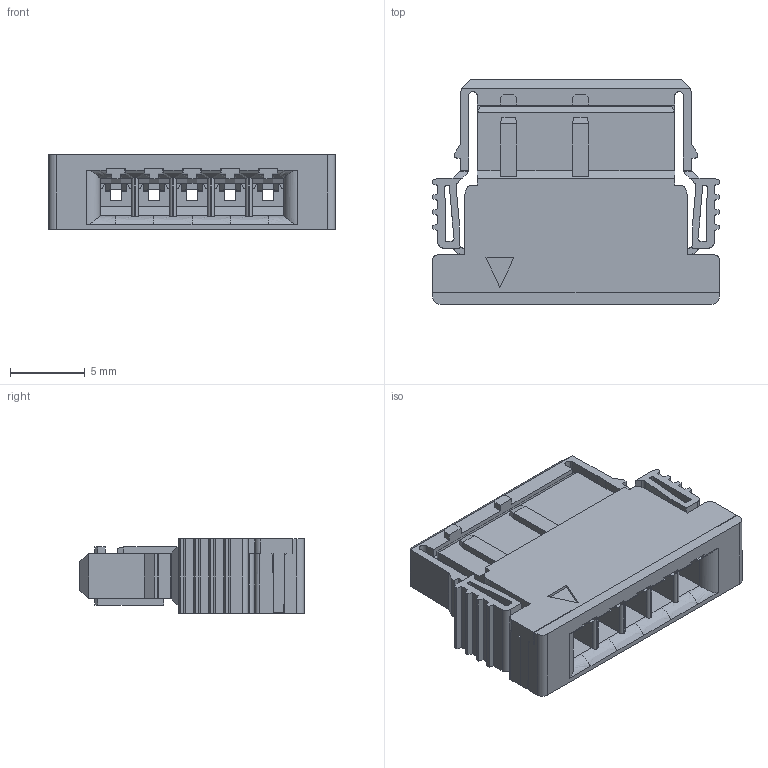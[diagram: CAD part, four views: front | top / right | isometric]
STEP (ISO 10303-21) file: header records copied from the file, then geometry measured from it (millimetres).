
FILE_DESCRIPTION( ('This file contains a STEP AP42 implementation' ,'as created by ZW3D STEP Interface translator.') ,'2;1' );
FILE_NAME( '3915-S05-1C00GEXA1.stp' ,'23 9 5. 85010', (''), ('ZWCAD Software Co.'), 'Version 1.0', 'ZW3D to STEP translator', '' );
FILE_SCHEMA(('AUTOMOTIVE_DESIGN { 1 0 10303 214 1 1 1 1 }'));
Length unit declared in the file: millimetre
Products named in the file (2): 0; F5-180
Bounding box: 19.17 x 15 x 5 mm (x, y, z)
Volume: 699.4 mm3; surface area: 2133.8 mm2
Topology: 1 solids, 3 shells, 772 faces, 2231 edges, 1448 vertices
Faces by surface type: plane 571, cylinder 128, bspline 69, sphere 4
Entity records: 26383 total; most frequent: CARTESIAN_POINT 5965, ORIENTED_EDGE 4462, DIRECTION 3508, EDGE_CURVE 2231, VECTOR 1736, LINE 1736, VERTEX_POINT 1448, AXIS2_PLACEMENT_3D 886
